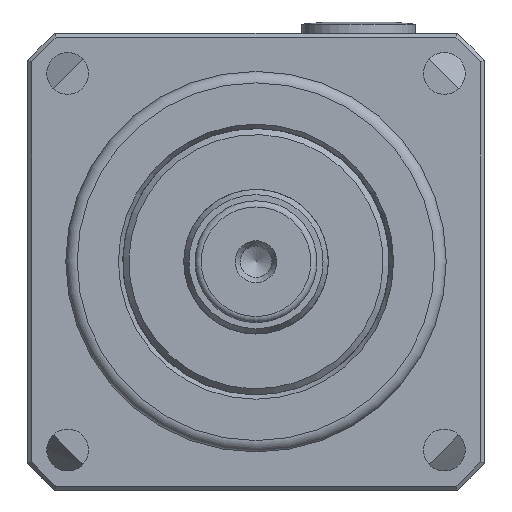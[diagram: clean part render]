
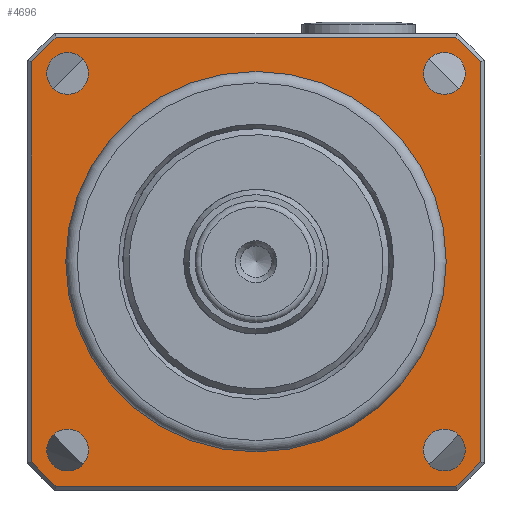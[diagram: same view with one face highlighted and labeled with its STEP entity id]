
A CAD part, left-side view. The second image highlights one B-rep face of the part: STEP entity #4696.
In plain terms, the highlighted planar face has unit normal (-1, 0, 0).
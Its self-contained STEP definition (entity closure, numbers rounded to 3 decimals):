
#278=LINE('',#7887,#495);
#280=LINE('',#7910,#497);
#282=LINE('',#7927,#499);
#283=LINE('',#7941,#500);
#495=VECTOR('',#6209,52.536);
#497=VECTOR('',#6219,52.536);
#499=VECTOR('',#6229,52.536);
#500=VECTOR('',#6236,52.536);
#685=PLANE('',#5186);
#876=FACE_BOUND('',#1514,.T.);
#877=FACE_BOUND('',#1515,.T.);
#878=FACE_BOUND('',#1516,.T.);
#879=FACE_BOUND('',#1517,.T.);
#880=FACE_BOUND('',#1518,.T.);
#1124=FACE_OUTER_BOUND('',#1513,.T.);
#1513=EDGE_LOOP('',(#3681,#3682,#3683,#3684,#3685,#3686,#3687,#3688));
#1514=EDGE_LOOP('',(#3689));
#1515=EDGE_LOOP('',(#3690));
#1516=EDGE_LOOP('',(#3691));
#1517=EDGE_LOOP('',(#3692));
#1518=EDGE_LOOP('',(#3693));
#1842=CIRCLE('',#5120,25.);
#1864=CIRCLE('',#5171,39.5);
#1866=CIRCLE('',#5175,39.5);
#1868=CIRCLE('',#5179,39.5);
#1870=CIRCLE('',#5183,39.5);
#1871=CIRCLE('',#5187,2.75);
#1872=CIRCLE('',#5188,2.75);
#1873=CIRCLE('',#5189,2.75);
#1874=CIRCLE('',#5190,2.75);
#2190=VERTEX_POINT('',#7731);
#2236=VERTEX_POINT('',#7885);
#2237=VERTEX_POINT('',#7886);
#2240=VERTEX_POINT('',#7900);
#2242=VERTEX_POINT('',#7909);
#2244=VERTEX_POINT('',#7918);
#2245=VERTEX_POINT('',#7926);
#2246=VERTEX_POINT('',#7933);
#2247=VERTEX_POINT('',#7940);
#2248=VERTEX_POINT('',#7956);
#2249=VERTEX_POINT('',#7958);
#2250=VERTEX_POINT('',#7960);
#2251=VERTEX_POINT('',#7962);
#2690=EDGE_CURVE('',#2190,#2190,#1842,.T.);
#2754=EDGE_CURVE('',#2236,#2237,#278,.T.);
#2758=EDGE_CURVE('',#2237,#2240,#1864,.T.);
#2761=EDGE_CURVE('',#2240,#2242,#280,.T.);
#2764=EDGE_CURVE('',#2242,#2244,#1866,.T.);
#2767=EDGE_CURVE('',#2244,#2245,#282,.T.);
#2769=EDGE_CURVE('',#2245,#2246,#1868,.T.);
#2771=EDGE_CURVE('',#2246,#2247,#283,.T.);
#2774=EDGE_CURVE('',#2247,#2236,#1870,.T.);
#2779=EDGE_CURVE('',#2248,#2248,#1871,.T.);
#2780=EDGE_CURVE('',#2249,#2249,#1872,.T.);
#2781=EDGE_CURVE('',#2250,#2250,#1873,.T.);
#2782=EDGE_CURVE('',#2251,#2251,#1874,.T.);
#3681=ORIENTED_EDGE('',*,*,#2754,.F.);
#3682=ORIENTED_EDGE('',*,*,#2774,.F.);
#3683=ORIENTED_EDGE('',*,*,#2771,.F.);
#3684=ORIENTED_EDGE('',*,*,#2769,.F.);
#3685=ORIENTED_EDGE('',*,*,#2767,.F.);
#3686=ORIENTED_EDGE('',*,*,#2764,.F.);
#3687=ORIENTED_EDGE('',*,*,#2761,.F.);
#3688=ORIENTED_EDGE('',*,*,#2758,.F.);
#3689=ORIENTED_EDGE('',*,*,#2690,.T.);
#3690=ORIENTED_EDGE('',*,*,#2779,.T.);
#3691=ORIENTED_EDGE('',*,*,#2780,.T.);
#3692=ORIENTED_EDGE('',*,*,#2781,.T.);
#3693=ORIENTED_EDGE('',*,*,#2782,.T.);
#4696=ADVANCED_FACE('',(#1124,#876,#877,#878,#879,#880),#685,.T.);
#5120=AXIS2_PLACEMENT_3D('',#7732,#6083,#6084);
#5171=AXIS2_PLACEMENT_3D('',#7901,#6213,#6214);
#5175=AXIS2_PLACEMENT_3D('',#7919,#6223,#6224);
#5179=AXIS2_PLACEMENT_3D('',#7934,#6232,#6233);
#5183=AXIS2_PLACEMENT_3D('',#7948,#6241,#6242);
#5186=AXIS2_PLACEMENT_3D('',#7955,#6251,#6252);
#5187=AXIS2_PLACEMENT_3D('',#7957,#6253,#6254);
#5188=AXIS2_PLACEMENT_3D('',#7959,#6255,#6256);
#5189=AXIS2_PLACEMENT_3D('',#7961,#6257,#6258);
#5190=AXIS2_PLACEMENT_3D('',#7963,#6259,#6260);
#6083=DIRECTION('center_axis',(1.,0.,0.));
#6084=DIRECTION('ref_axis',(0.,0.,
-1.));
#6209=DIRECTION('',(0.,1.,0.));
#6213=DIRECTION('center_axis',(1.,0.,0.));
#6214=DIRECTION('ref_axis',(0.,0.,
-1.));
#6219=DIRECTION('',(0.,0.,1.));
#6223=DIRECTION('center_axis',(1.,0.,0.));
#6224=DIRECTION('ref_axis',(0.,0.,
1.));
#6229=DIRECTION('',(0.,-1.,0.));
#6232=DIRECTION('center_axis',(1.,0.,0.));
#6233=DIRECTION('ref_axis',(0.,0.,
1.));
#6236=DIRECTION('',(0.,0.,-1.));
#6241=DIRECTION('center_axis',(1.,0.,0.));
#6242=DIRECTION('ref_axis',(0.,0.,
-1.));
#6251=DIRECTION('center_axis',(-1.,0.,0.));
#6252=DIRECTION('ref_axis',(0.,0.,1.));
#6253=DIRECTION('center_axis',(1.,0.,0.));
#6254=DIRECTION('ref_axis',(0.,0.,
-1.));
#6255=DIRECTION('center_axis',(1.,0.,0.));
#6256=DIRECTION('ref_axis',(0.,1.,0.));
#6257=DIRECTION('center_axis',(1.,0.,0.));
#6258=DIRECTION('ref_axis',(0.,0.,
1.));
#6259=DIRECTION('center_axis',(1.,0.,0.));
#6260=DIRECTION('ref_axis',(0.,-1.,0.));
#7731=CARTESIAN_POINT('',(-38.878,-50.685,37.541));
#7732=CARTESIAN_POINT('Origin',(-38.878,-50.685,12.541));
#7885=CARTESIAN_POINT('',(-38.878,-76.953,-16.959));
#7886=CARTESIAN_POINT('',(-38.878,-24.417,-16.959));
#7887=CARTESIAN_POINT('',(-38.878,-35.685,-16.959));
#7900=CARTESIAN_POINT('',(-38.878,-21.185,-13.727));
#7901=CARTESIAN_POINT('Origin',(-38.878,-50.685,12.541));
#7909=CARTESIAN_POINT('',(-38.878,-21.185,38.809));
#7910=CARTESIAN_POINT('',(-38.878,-21.185,27.541));
#7918=CARTESIAN_POINT('',(-38.878,-24.417,42.041));
#7919=CARTESIAN_POINT('Origin',(-38.878,-50.685,12.541));
#7926=CARTESIAN_POINT('',(-38.878,-76.953,42.041));
#7927=CARTESIAN_POINT('',(-38.878,-65.685,42.041));
#7933=CARTESIAN_POINT('',(-38.878,-80.185,38.809));
#7934=CARTESIAN_POINT('Origin',(-38.878,-50.685,12.541));
#7940=CARTESIAN_POINT('',(-38.878,-80.185,-13.727));
#7941=CARTESIAN_POINT('',(-38.878,-80.185,-2.459));
#7948=CARTESIAN_POINT('Origin',(-38.878,-50.685,12.541));
#7955=CARTESIAN_POINT('Origin',(-38.878,-50.685,12.541));
#7956=CARTESIAN_POINT('',(-38.878,-75.434,40.04));
#7957=CARTESIAN_POINT('Origin',(-38.878,-75.434,37.29));
#7958=CARTESIAN_POINT('',(-38.878,-78.184,-12.208));
#7959=CARTESIAN_POINT('Origin',(-38.878,-75.434,-12.208));
#7960=CARTESIAN_POINT('',(-38.878,-25.937,-14.958));
#7961=CARTESIAN_POINT('Origin',(-38.878,-25.937,-12.208));
#7962=CARTESIAN_POINT('',(-38.878,-23.187,37.29));
#7963=CARTESIAN_POINT('Origin',(-38.878,-25.937,37.29));
